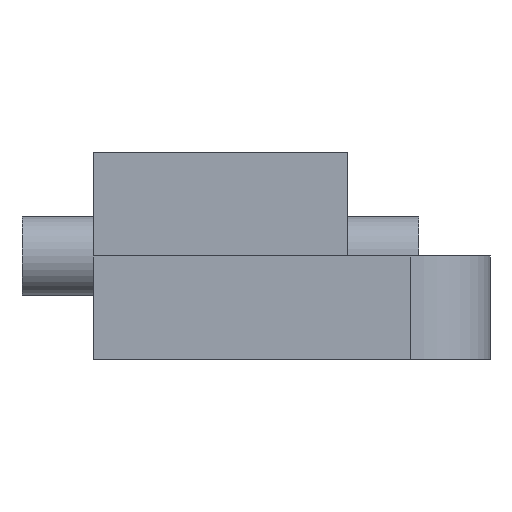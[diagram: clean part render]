
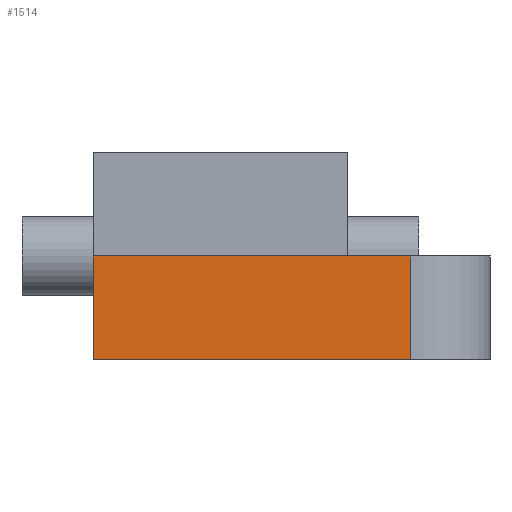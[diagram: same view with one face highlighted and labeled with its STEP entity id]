
A CAD part, front view. The second image highlights one B-rep face of the part: STEP entity #1514.
In plain terms, the highlighted planar face has unit normal (0, -1, 0).
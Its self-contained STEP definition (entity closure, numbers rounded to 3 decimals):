
#136=PLANE('',#1664);
#217=FACE_OUTER_BOUND('',#312,.T.);
#312=EDGE_LOOP('',(#1387,#1388,#1389,#1390));
#411=LINE('',#2650,#542);
#441=LINE('',#2735,#572);
#446=LINE('',#2754,#577);
#447=LINE('',#2755,#578);
#542=VECTOR('',#1870,10.);
#572=VECTOR('',#1952,10.);
#577=VECTOR('',#1977,10.);
#578=VECTOR('',#1978,10.);
#736=VERTEX_POINT('',#2647);
#737=VERTEX_POINT('',#2649);
#766=VERTEX_POINT('',#2733);
#770=VERTEX_POINT('',#2753);
#929=EDGE_CURVE('',#737,#736,#411,.T.);
#972=EDGE_CURVE('',#766,#736,#441,.T.);
#981=EDGE_CURVE('',#737,#770,#446,.T.);
#982=EDGE_CURVE('',#770,#766,#447,.T.);
#1387=ORIENTED_EDGE('',*,*,#981,.F.);
#1388=ORIENTED_EDGE('',*,*,#929,.T.);
#1389=ORIENTED_EDGE('',*,*,#972,.F.);
#1390=ORIENTED_EDGE('',*,*,#982,.F.);
#1514=ADVANCED_FACE('',(#217),#136,.T.);
#1664=AXIS2_PLACEMENT_3D('',#2752,#1975,#1976);
#1870=DIRECTION('',(0.,0.,-1.));
#1952=DIRECTION('',(-1.,0.,0.));
#1975=DIRECTION('center_axis',(0.,-1.,0.));
#1976=DIRECTION('ref_axis',(-1.,0.,0.));
#1977=DIRECTION('',(1.,0.,0.));
#1978=DIRECTION('',(0.,0.,-1.));
#2647=CARTESIAN_POINT('',(0.,0.,-6.5));
#2649=CARTESIAN_POINT('',(0.,0.,0.));
#2650=CARTESIAN_POINT('',(0.,0.,0.));
#2733=CARTESIAN_POINT('',(20.,0.,-6.5));
#2735=CARTESIAN_POINT('',(0.,0.,-6.5));
#2752=CARTESIAN_POINT('Origin',(20.,0.,0.));
#2753=CARTESIAN_POINT('',(20.,0.,0.));
#2754=CARTESIAN_POINT('',(0.,0.,0.));
#2755=CARTESIAN_POINT('',(20.,0.,0.));
